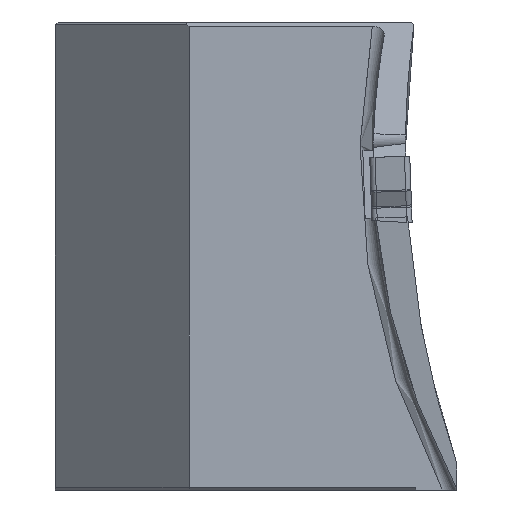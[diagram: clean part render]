
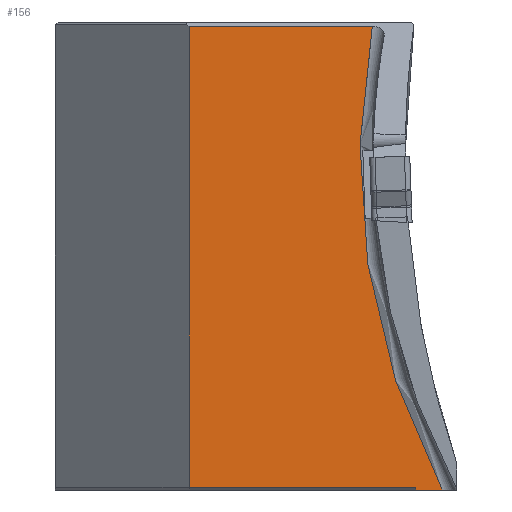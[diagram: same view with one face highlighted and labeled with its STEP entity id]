
A CAD part, left-side view. The second image highlights one B-rep face of the part: STEP entity #156.
In plain terms, the highlighted planar face has unit normal (-1, 0, 0).
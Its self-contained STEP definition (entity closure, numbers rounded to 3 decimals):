
#95=CIRCLE('',#1414,53.);
#156=ADVANCED_FACE('',(#280),#230,.F.);
#230=PLANE('',#1415);
#280=FACE_OUTER_BOUND('',#357,.T.);
#357=EDGE_LOOP('',(#506,#507,#508,#509,#510,#511));
#506=ORIENTED_EDGE('',*,*,#955,.T.);
#507=ORIENTED_EDGE('',*,*,#989,.T.);
#508=ORIENTED_EDGE('',*,*,#936,.T.);
#509=ORIENTED_EDGE('',*,*,#942,.T.);
#510=ORIENTED_EDGE('',*,*,#990,.T.);
#511=ORIENTED_EDGE('',*,*,#991,.T.);
#815=VERTEX_POINT('',#1936);
#817=VERTEX_POINT('',#1939);
#820=VERTEX_POINT('',#1964);
#832=VERTEX_POINT('',#2001);
#833=VERTEX_POINT('',#2003);
#855=VERTEX_POINT('',#2100);
#936=EDGE_CURVE('',#817,#815,#1126,.T.);
#942=EDGE_CURVE('',#815,#820,#1129,.T.);
#955=EDGE_CURVE('',#833,#832,#1141,.T.);
#989=EDGE_CURVE('',#832,#817,#95,.T.);
#990=EDGE_CURVE('',#820,#855,#1162,.T.);
#991=EDGE_CURVE('',#855,#833,#1163,.T.);
#1126=LINE('',#1938,#1259);
#1129=LINE('',#1963,#1262);
#1141=LINE('',#2002,#1274);
#1162=LINE('',#2099,#1295);
#1163=LINE('',#2101,#1296);
#1259=VECTOR('',#1527,1.);
#1262=VECTOR('',#1536,1.);
#1274=VECTOR('',#1550,1.);
#1295=VECTOR('',#1613,1.);
#1296=VECTOR('',#1614,1.);
#1414=AXIS2_PLACEMENT_3D('',#2098,#1611,#1612);
#1415=AXIS2_PLACEMENT_3D('',#2102,#1615,#1616);
#1527=DIRECTION('',(0.,1.,0.));
#1536=DIRECTION('',(0.,0.,-1.));
#1550=DIRECTION('',(0.,-1.,0.));
#1611=DIRECTION('',(1.,0.,0.));
#1612=DIRECTION('',(0.,0.,-1.));
#1613=DIRECTION('',(0.,-1.,0.));
#1614=DIRECTION('',(0.,0.,-1.));
#1615=DIRECTION('',(1.,0.,0.));
#1616=DIRECTION('',(0.,0.,-1.));
#1936=CARTESIAN_POINT('',(18.,-35.,9.676));
#1938=CARTESIAN_POINT('',(18.,-32.5,9.676));
#1939=CARTESIAN_POINT('',(18.,-48.698,9.676));
#1963=CARTESIAN_POINT('',(18.,-35.,10.));
#1964=CARTESIAN_POINT('',(18.,-35.,-24.8));
#2001=CARTESIAN_POINT('',(18.,-53.93,-25.));
#2002=CARTESIAN_POINT('',(18.,-55.,-25.));
#2003=CARTESIAN_POINT('',(18.,-51.93,-25.));
#2098=CARTESIAN_POINT('',(18.,-100.77,-0.2));
#2099=CARTESIAN_POINT('',(18.,-100.77,-24.8));
#2100=CARTESIAN_POINT('',(18.,-51.93,-24.8));
#2101=CARTESIAN_POINT('',(18.,-51.93,-24.8));
#2102=CARTESIAN_POINT('',(18.,-100.77,-0.2));
